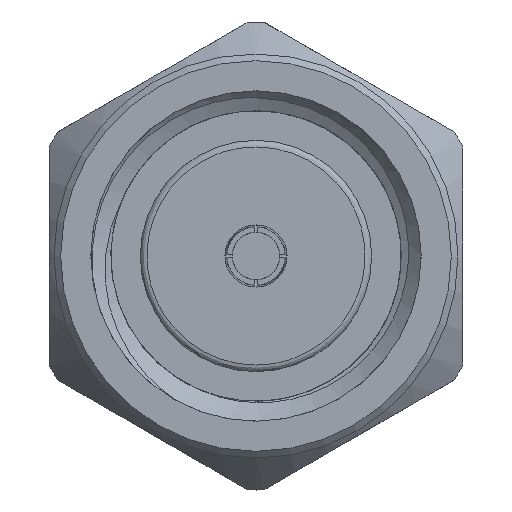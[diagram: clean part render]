
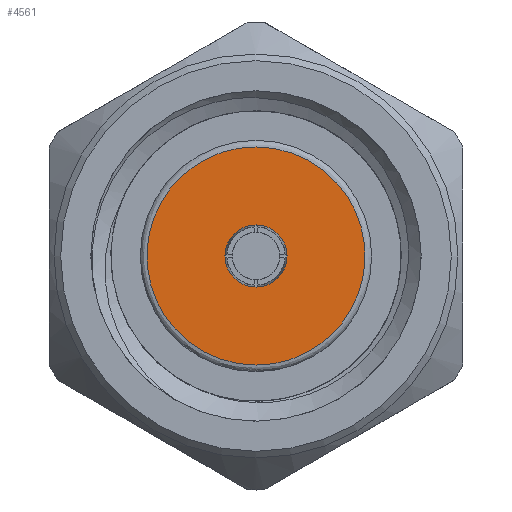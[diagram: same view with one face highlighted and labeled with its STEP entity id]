
A CAD part, left-side view. The second image highlights one B-rep face of the part: STEP entity #4561.
In plain terms, the highlighted planar face has unit normal (-1, 0, 0).
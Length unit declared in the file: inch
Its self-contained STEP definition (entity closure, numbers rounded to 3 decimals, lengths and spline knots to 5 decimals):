
#52 = CARTESIAN_POINT ( 'NONE',  ( 0.11, 0., -0.0825 ) ) ;
#61 = EDGE_LOOP ( 'NONE', ( #3247, #4254 ) ) ;
#87 = VERTEX_POINT ( 'NONE', #923 ) ;
#397 = FACE_OUTER_BOUND ( 'NONE', #61, .T. ) ;
#418 = VERTEX_POINT ( 'NONE', #3291 ) ;
#426 = EDGE_CURVE ( 'NONE', #87, #87, #4404, .T. ) ;
#616 = CARTESIAN_POINT ( 'NONE',  ( 0.11, 0., 0.0825 ) ) ;
#904 = CARTESIAN_POINT ( 'NONE',  ( 0.11, 0., -0.0825 ) ) ;
#923 = CARTESIAN_POINT ( 'NONE',  ( 0.11, 0., -0.0235 ) ) ;
#934 =( BOUNDED_CURVE ( )  B_SPLINE_CURVE ( 3, ( #616, #3994, #5455, #52 ),
 .UNSPECIFIED., .F., .F. ) 
 B_SPLINE_CURVE_WITH_KNOTS ( ( 4, 4 ),
 ( 0., 1. ),
 .UNSPECIFIED. ) 
 CURVE ( )  GEOMETRIC_REPRESENTATION_ITEM ( )  RATIONAL_B_SPLINE_CURVE ( ( 1., 0.333, 0.333, 1. ) ) 
 REPRESENTATION_ITEM ( '' )  );
#1013 = PLANE ( 'NONE',  #2292 ) ;
#1303 = DIRECTION ( 'NONE',  ( 0., 0., -1. ) ) ;
#1316 = AXIS2_PLACEMENT_3D ( 'NONE', #1814, #4189, #1303 ) ;
#1364 = VERTEX_POINT ( 'NONE', #5913 ) ;
#1496 = EDGE_LOOP ( 'NONE', ( #3747 ) ) ;
#1553 = FACE_BOUND ( 'NONE', #1496, .T. ) ;
#1752 = EDGE_CURVE ( 'NONE', #1364, #418, #934, .T. ) ;
#1814 = CARTESIAN_POINT ( 'NONE',  ( 0.11, 0., 0. ) ) ;
#2292 = AXIS2_PLACEMENT_3D ( 'NONE', #3398, #2497, #2477 ) ;
#2438 = CARTESIAN_POINT ( 'NONE',  ( 0.11, 0.165, -0.0825 ) ) ;
#2460 = CARTESIAN_POINT ( 'NONE',  ( 0.11, 0.165, 0.0825 ) ) ;
#2477 = DIRECTION ( 'NONE',  ( 0., 0., -1. ) ) ;
#2497 = DIRECTION ( 'NONE',  ( 1., 0., 0. ) ) ;
#2857 = CARTESIAN_POINT ( 'NONE',  ( 0.11, 0., 0.0825 ) ) ;
#3247 = ORIENTED_EDGE ( 'NONE', *, *, #4440, .F. ) ;
#3291 = CARTESIAN_POINT ( 'NONE',  ( 0.11, 0., -0.0825 ) ) ;
#3398 = CARTESIAN_POINT ( 'NONE',  ( 0.11, 0., 0. ) ) ;
#3747 = ORIENTED_EDGE ( 'NONE', *, *, #426, .F. ) ;
#3831 =( BOUNDED_CURVE ( )  B_SPLINE_CURVE ( 3, ( #904, #2438, #2460, #2857 ),
 .UNSPECIFIED., .F., .F. ) 
 B_SPLINE_CURVE_WITH_KNOTS ( ( 4, 4 ),
 ( 0., 1. ),
 .UNSPECIFIED. ) 
 CURVE ( )  GEOMETRIC_REPRESENTATION_ITEM ( )  RATIONAL_B_SPLINE_CURVE ( ( 1., 0.333, 0.333, 1. ) ) 
 REPRESENTATION_ITEM ( '' )  );
#3994 = CARTESIAN_POINT ( 'NONE',  ( 0.11, -0.165, 0.0825 ) ) ;
#4189 = DIRECTION ( 'NONE',  ( -1., 0., 0. ) ) ;
#4254 = ORIENTED_EDGE ( 'NONE', *, *, #1752, .F. ) ;
#4404 = CIRCLE ( 'NONE', #1316, 0.0235 ) ;
#4440 = EDGE_CURVE ( 'NONE', #418, #1364, #3831, .T. ) ;
#4561 = ADVANCED_FACE ( 'NONE', ( #1553, #397 ), #1013, .F. ) ;
#5455 = CARTESIAN_POINT ( 'NONE',  ( 0.11, -0.165, -0.0825 ) ) ;
#5913 = CARTESIAN_POINT ( 'NONE',  ( 0.11, 0., 0.0825 ) ) ;
